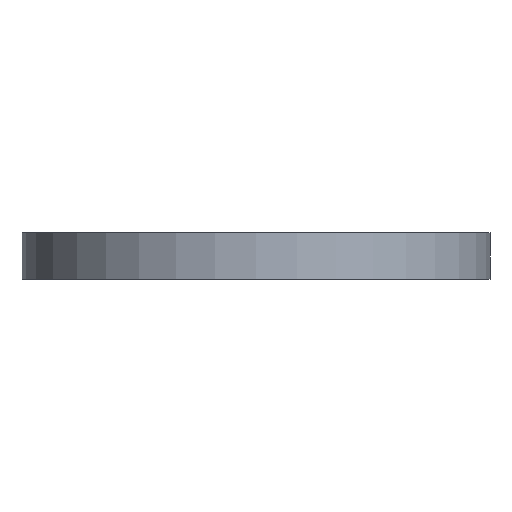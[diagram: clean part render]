
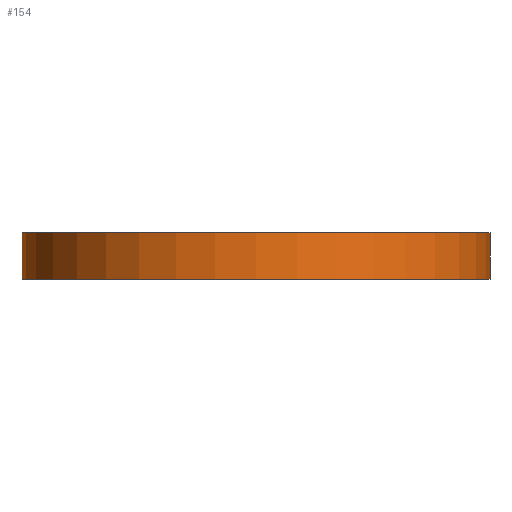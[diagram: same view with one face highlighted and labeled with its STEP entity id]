
A CAD part, front view. The second image highlights one B-rep face of the part: STEP entity #154.
In plain terms, the highlighted cylindrical face has radius 5 mm (diameter 10 mm), a full revolution.
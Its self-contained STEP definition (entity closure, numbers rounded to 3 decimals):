
#28=FACE_OUTER_BOUND('',#38,.T.);
#38=EDGE_LOOP('',(#133,#134,#135,#136));
#44=CIRCLE('',#177,5.);
#46=CIRCLE('',#181,5.);
#61=LINE('',#776,#64);
#64=VECTOR('',#209,5.);
#77=VERTEX_POINT('',#770);
#78=VERTEX_POINT('',#775);
#96=EDGE_CURVE('',#77,#77,#44,.T.);
#98=EDGE_CURVE('',#77,#78,#61,.T.);
#99=EDGE_CURVE('',#78,#78,#46,.T.);
#133=ORIENTED_EDGE('',*,*,#96,.F.);
#134=ORIENTED_EDGE('',*,*,#98,.T.);
#135=ORIENTED_EDGE('',*,*,#99,.T.);
#136=ORIENTED_EDGE('',*,*,#98,.F.);
#146=CYLINDRICAL_SURFACE('',#180,5.);
#154=ADVANCED_FACE('',(#28),#146,.T.);
#177=AXIS2_PLACEMENT_3D('',#771,#201,#202);
#180=AXIS2_PLACEMENT_3D('',#774,#207,#208);
#181=AXIS2_PLACEMENT_3D('',#777,#210,#211);
#201=DIRECTION('center_axis',(0.,0.,1.));
#202=DIRECTION('ref_axis',(1.,0.,0.));
#207=DIRECTION('center_axis',(0.,0.,1.));
#208=DIRECTION('ref_axis',(1.,0.,0.));
#209=DIRECTION('',(0.,0.,-1.));
#210=DIRECTION('center_axis',(0.,0.,1.));
#211=DIRECTION('ref_axis',(1.,0.,0.));
#770=CARTESIAN_POINT('',(-5.,0.,1.));
#771=CARTESIAN_POINT('Origin',(0.,0.,1.));
#774=CARTESIAN_POINT('Origin',(0.,0.,0.));
#775=CARTESIAN_POINT('',(-5.,0.,0.));
#776=CARTESIAN_POINT('',(-5.,0.,0.));
#777=CARTESIAN_POINT('Origin',(0.,0.,0.));
